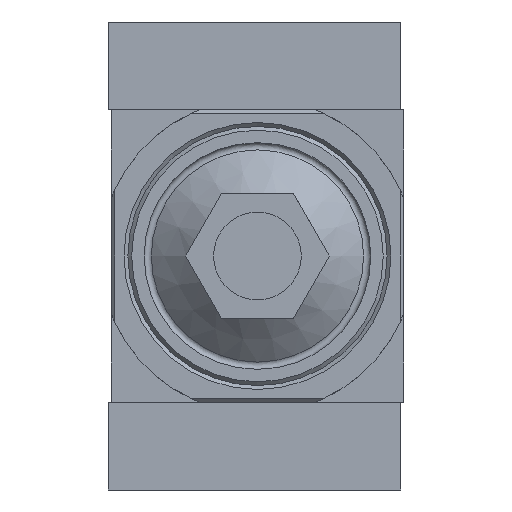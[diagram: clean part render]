
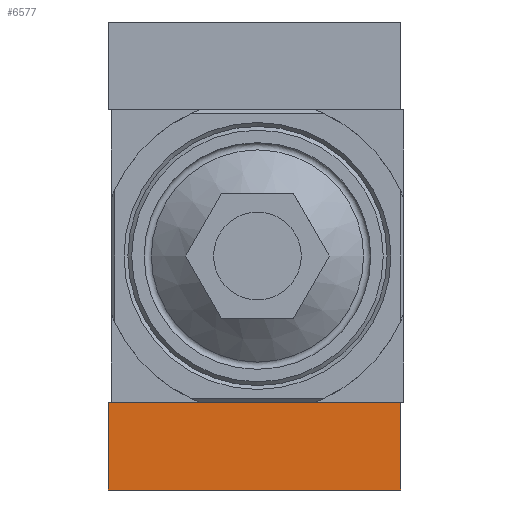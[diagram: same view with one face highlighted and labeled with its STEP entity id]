
A CAD part, front view. The second image highlights one B-rep face of the part: STEP entity #6577.
In plain terms, the highlighted face is planar.
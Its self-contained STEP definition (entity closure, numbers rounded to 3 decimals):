
#532=LINE('',#10250,#869);
#537=LINE('',#10264,#874);
#539=LINE('',#10268,#876);
#540=LINE('',#10269,#877);
#869=VECTOR('',#8299,1000.);
#874=VECTOR('',#8312,1000.);
#876=VECTOR('',#8316,1000.);
#877=VECTOR('',#8317,1000.);
#1888=ORIENTED_EDGE('',*,*,#2898,.T.);
#1889=ORIENTED_EDGE('',*,*,#2889,.F.);
#1890=ORIENTED_EDGE('',*,*,#2899,.F.);
#1891=ORIENTED_EDGE('',*,*,#2896,.T.);
#2889=EDGE_CURVE('',#3488,#3485,#532,.T.);
#2896=EDGE_CURVE('',#3494,#3493,#537,.T.);
#2898=EDGE_CURVE('',#3493,#3485,#539,.T.);
#2899=EDGE_CURVE('',#3494,#3488,#540,.T.);
#3485=VERTEX_POINT('',#10244);
#3488=VERTEX_POINT('',#10249);
#3493=VERTEX_POINT('',#10263);
#3494=VERTEX_POINT('',#10265);
#4235=EDGE_LOOP('',(#1888,#1889,#1890,#1891));
#4714=FACE_BOUND('',#4235,.T.);
#5030=PLANE('',#7117);
#6577=ADVANCED_FACE('',(#4714),#5030,.F.);
#7117=AXIS2_PLACEMENT_3D('',#10267,#8314,#8315);
#8299=DIRECTION('',(0.,0.,-1.));
#8312=DIRECTION('',(0.,0.,-1.));
#8314=DIRECTION('',(0.,-1.,0.));
#8315=DIRECTION('',(0.,0.,-1.));
#8316=DIRECTION('',(-1.,0.,0.));
#8317=DIRECTION('',(-1.,0.,0.));
#10244=CARTESIAN_POINT('',(-20.,10.,-6.));
#10249=CARTESIAN_POINT('',(-20.,10.,6.));
#10250=CARTESIAN_POINT('',(-20.,10.,6.));
#10263=CARTESIAN_POINT('',(20.,10.,-6.));
#10264=CARTESIAN_POINT('',(20.,10.,6.));
#10265=CARTESIAN_POINT('',(20.,10.,6.));
#10267=CARTESIAN_POINT('',(20.,10.,6.));
#10268=CARTESIAN_POINT('',(20.,10.,-6.));
#10269=CARTESIAN_POINT('',(20.,10.,6.));
